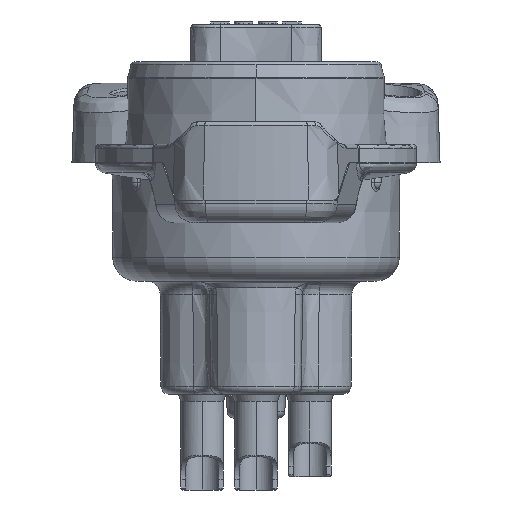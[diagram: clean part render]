
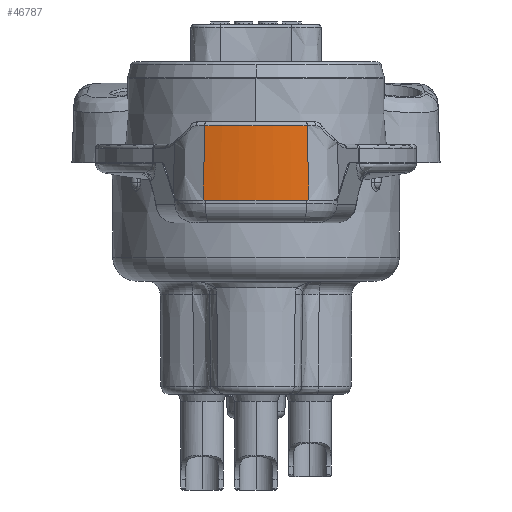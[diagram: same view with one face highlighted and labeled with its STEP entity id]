
A CAD part, front view. The second image highlights one B-rep face of the part: STEP entity #46787.
In plain terms, the highlighted cylindrical face has radius 18.6 mm (diameter 37.2 mm), a partial arc.
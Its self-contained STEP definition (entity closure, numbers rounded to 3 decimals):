
#8449=CARTESIAN_POINT('',(0.,-42.,-8.8));
#8450=DIRECTION('',(0.,0.,1.));
#8451=DIRECTION('',(-0.214,-0.977,0.));
#8452=AXIS2_PLACEMENT_3D('',#8449,#8450,#8451);
#8454=CARTESIAN_POINT('',(0.,-42.,-8.8));
#8455=DIRECTION('',(0.,0.,1.));
#8456=DIRECTION('',(0.,-1.,0.));
#8457=AXIS2_PLACEMENT_3D('',#8454,#8455,#8456);
#8577=CARTESIAN_POINT('',(0.,-42.,-3.2));
#8578=DIRECTION('',(0.,0.,-1.));
#8579=DIRECTION('',(0.207,-0.978,0.));
#8580=AXIS2_PLACEMENT_3D('',#8577,#8578,#8579);
#8582=CARTESIAN_POINT('',(0.,-42.,-3.2));
#8583=DIRECTION('',(0.,0.,-1.));
#8584=DIRECTION('',(0.,-1.,0.));
#8585=AXIS2_PLACEMENT_3D('',#8582,#8583,#8584);
#8988=DIRECTION('',(0.023,0.005,-1.));
#8989=VECTOR('',#8988,5.601);
#8990=CARTESIAN_POINT('',(3.851,-60.197,
-3.2));
#8991=LINE('',#8990,#8989);
#8992=DIRECTION('',(0.023,-0.005,1.));
#8993=VECTOR('',#8992,5.601);
#8994=CARTESIAN_POINT('',(-3.978,-60.17,
-8.8));
#8995=LINE('',#8994,#8993);
#30573=CARTESIAN_POINT('',(3.851,-60.197,-3.2));
#30575=VERTEX_POINT('',#30573);
#30578=CARTESIAN_POINT('',(-3.851,-60.197,-3.2));
#30580=VERTEX_POINT('',#30578);
#30581=CARTESIAN_POINT('',(0.003,-60.6,-3.2));
#30582=VERTEX_POINT('',#30581);
#30587=CARTESIAN_POINT('',(-3.978,-60.17,
-8.8));
#30588=VERTEX_POINT('',#30587);
#30620=CARTESIAN_POINT('',(3.978,-60.17,
-8.8));
#30621=VERTEX_POINT('',#30620);
#30622=CARTESIAN_POINT('',(0.003,-60.6,-8.8));
#30623=VERTEX_POINT('',#30622);
#46774=CARTESIAN_POINT('',(0.,-42.,-4.6));
#46775=DIRECTION('',(0.,0.,1.));
#46776=DIRECTION('',(0.,-1.,0.));
#46777=AXIS2_PLACEMENT_3D('',#46774,#46775,#46776);
#46778=CYLINDRICAL_SURFACE('',#46777,18.6);
#46779=ORIENTED_EDGE('',*,*,#45501,.F.);
#46780=ORIENTED_EDGE('',*,*,#45499,.F.);
#46781=ORIENTED_EDGE('',*,*,#46762,.T.);
#46782=ORIENTED_EDGE('',*,*,#45072,.F.);
#46783=ORIENTED_EDGE('',*,*,#45070,.F.);
#46784=ORIENTED_EDGE('',*,*,#45115,.T.);
#46785=EDGE_LOOP('',(#46779,#46780,#46781,#46782,#46783,#46784));
#46786=FACE_OUTER_BOUND('',#46785,.F.);
#46787=ADVANCED_FACE('',(#46786),#46778,.T.);
#8453=CIRCLE('',#8452,18.6);
#8458=CIRCLE('',#8457,18.6);
#8581=CIRCLE('',#8580,18.6);
#8586=CIRCLE('',#8585,18.6);
#45070=EDGE_CURVE('',#30588,#30623,#8453,.T.);
#45072=EDGE_CURVE('',#30623,#30621,#8458,.T.);
#45115=EDGE_CURVE('',#30588,#30580,#8995,.T.);
#45499=EDGE_CURVE('',#30575,#30582,#8581,.T.);
#45501=EDGE_CURVE('',#30582,#30580,#8586,.T.);
#46762=EDGE_CURVE('',#30575,#30621,#8991,.T.);
